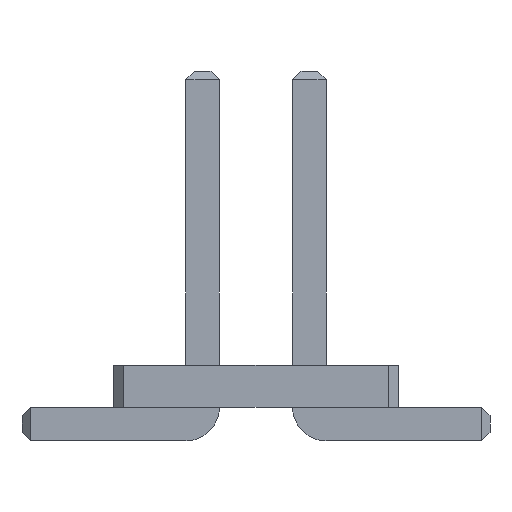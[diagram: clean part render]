
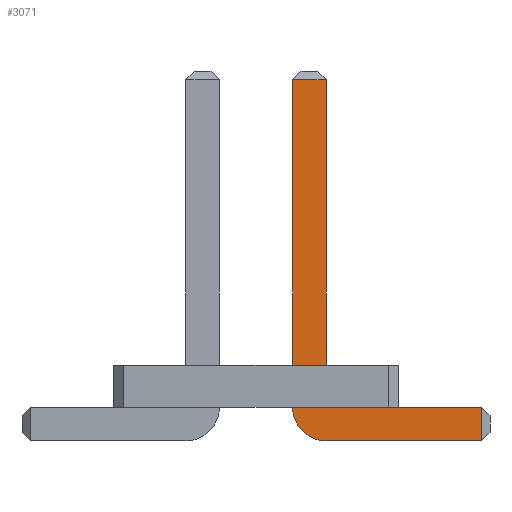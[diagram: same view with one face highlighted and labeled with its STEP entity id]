
A CAD part, front view. The second image highlights one B-rep face of the part: STEP entity #3071.
In plain terms, the highlighted planar face has unit normal (0, -1, 0).
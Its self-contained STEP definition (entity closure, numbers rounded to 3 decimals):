
#67=DIRECTION('',(1.,0.,0.));
#1352=VECTOR('',#67,1.);
#1405=DIRECTION('',(-1.,0.,0.));
#2687=VECTOR('',#1405,1.);
#2880=DIRECTION('',(-0.,1.,0.));
#2881=DIRECTION('',(0.,0.,-1.));
#2888=VECTOR('',#2889,1.);
#2889=DIRECTION('',(0.,0.,1.));
#2900=VECTOR('',#2881,1.);
#2912=DIRECTION('',(0.,1.,0.));
#2913=DIRECTION('',(1.,0.,0.));
#2920=VERTEX_POINT('',#2921);
#2921=CARTESIAN_POINT('',(2.685,-14.17,0.));
#2924=ORIENTED_EDGE('',*,*,#2925,.T.);
#2925=EDGE_CURVE('',#2920,#2926,#2928,.T.);
#2926=VERTEX_POINT('',#2927);
#2927=CARTESIAN_POINT('',(0.835,-14.17,0.));
#2928=LINE('',#2929,#2687);
#2929=CARTESIAN_POINT('',(2.785,-14.17,0.));
#2966=VERTEX_POINT('',#2967);
#2967=CARTESIAN_POINT('',(0.435,-14.17,0.4));
#2970=EDGE_CURVE('',#2926,#2966,#2971,.T.);
#2971=CIRCLE('',#2972,0.4);
#2972=AXIS2_PLACEMENT_3D('',#2973,#2880,#2881);
#2973=CARTESIAN_POINT('',(0.835,-14.17,0.4));
#2982=VERTEX_POINT('',#2973);
#2984=ORIENTED_EDGE('',*,*,#2985,.T.);
#2985=EDGE_CURVE('',#2982,#2986,#2988,.T.);
#2986=VERTEX_POINT('',#2987);
#2987=CARTESIAN_POINT('',(2.685,-14.17,0.4));
#2988=LINE('',#2973,#1352);
#2998=ORIENTED_EDGE('',*,*,#2999,.T.);
#2999=EDGE_CURVE('',#2966,#3000,#3002,.T.);
#3000=VERTEX_POINT('',#3001);
#3001=CARTESIAN_POINT('',(0.435,-14.17,4.3));
#3002=LINE('',#3003,#2888);
#3003=CARTESIAN_POINT('',(0.435,-14.17,0.));
#3016=VERTEX_POINT('',#3017);
#3017=CARTESIAN_POINT('',(0.835,-14.17,4.3));
#3019=ORIENTED_EDGE('',*,*,#3020,.T.);
#3020=EDGE_CURVE('',#3016,#2982,#3021,.T.);
#3021=LINE('',#3022,#2900);
#3022=CARTESIAN_POINT('',(0.835,-14.17,4.4));
#3071=ADVANCED_FACE('',(#3072),#3081,.F.);
#3072=FACE_BOUND('',#3073,.F.);
#3073=EDGE_LOOP('',(#2924,#3074,#2998,#3075,#3019,#2984,#3078));
#3074=ORIENTED_EDGE('',*,*,#2970,.T.);
#3075=ORIENTED_EDGE('',*,*,#3076,.T.);
#3076=EDGE_CURVE('',#3000,#3016,#3077,.T.);
#3077=LINE('',#3001,#1352);
#3078=ORIENTED_EDGE('',*,*,#3079,.T.);
#3079=EDGE_CURVE('',#2986,#2920,#3080,.T.);
#3080=LINE('',#2987,#2900);
#3081=PLANE('',#3082);
#3082=AXIS2_PLACEMENT_3D('',#3083,#2912,#2913);
#3083=CARTESIAN_POINT('',(1.032,-14.17,1.622));
